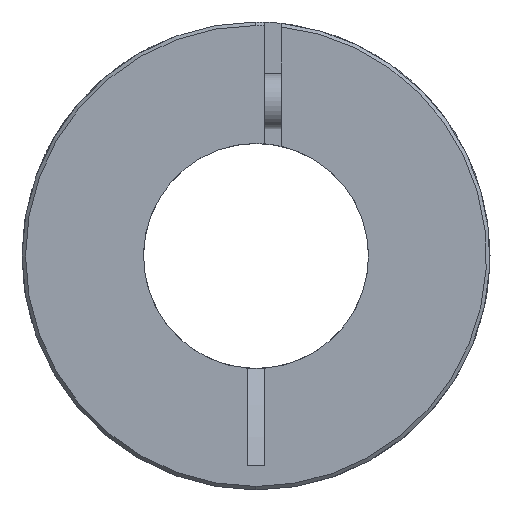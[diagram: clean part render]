
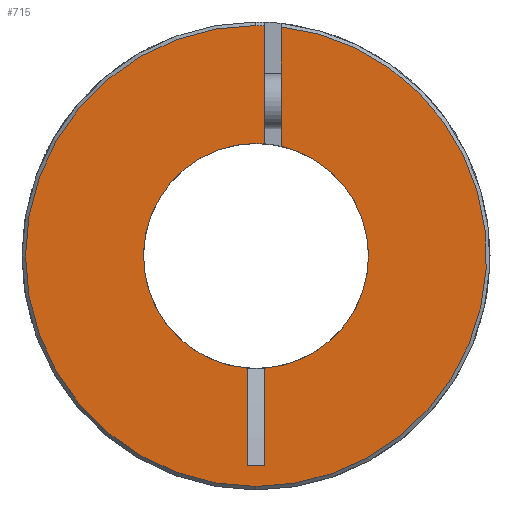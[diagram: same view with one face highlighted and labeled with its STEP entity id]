
A CAD part, left-side view. The second image highlights one B-rep face of the part: STEP entity #715.
In plain terms, the highlighted planar face has unit normal (-1, 0, 0).
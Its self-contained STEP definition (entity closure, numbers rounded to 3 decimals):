
#22 = VECTOR ( 'NONE', #2142, 1000. ) ;
#43 = EDGE_LOOP ( 'NONE', ( #1589, #357, #603, #135, #310, #892, #1967, #1316, #1209, #2146, #165 ) ) ;
#55 = AXIS2_PLACEMENT_3D ( 'NONE', #652, #114, #1313 ) ;
#66 = CARTESIAN_POINT ( 'NONE',  ( -0.014, 0.61, -7.977 ) ) ;
#100 = CARTESIAN_POINT ( 'NONE',  ( -0.014, -0.61, 16.626 ) ) ;
#114 = DIRECTION ( 'NONE',  ( 1., 0., 0. ) ) ;
#127 = CARTESIAN_POINT ( 'NONE',  ( -0.014, 0., 16.387 ) ) ;
#131 = CARTESIAN_POINT ( 'NONE',  ( -0.014, 0., 0. ) ) ;
#135 = ORIENTED_EDGE ( 'NONE', *, *, #1741, .F. ) ;
#165 = ORIENTED_EDGE ( 'NONE', *, *, #802, .T. ) ;
#178 = VERTEX_POINT ( 'NONE', #2122 ) ;
#203 = EDGE_CURVE ( 'NONE', #1716, #953, #962, .T. ) ;
#234 = CARTESIAN_POINT ( 'NONE',  ( -0.014, 0., 0. ) ) ;
#268 = DIRECTION ( 'NONE',  ( 0., 0., 1. ) ) ;
#310 = ORIENTED_EDGE ( 'NONE', *, *, #1102, .T. ) ;
#336 = CARTESIAN_POINT ( 'NONE',  ( -0.014, 0., -16.387 ) ) ;
#357 = ORIENTED_EDGE ( 'NONE', *, *, #2093, .T. ) ;
#510 = AXIS2_PLACEMENT_3D ( 'NONE', #600, #1265, #1919 ) ;
#579 = CIRCLE ( 'NONE', #510, 16.387 ) ;
#595 = VECTOR ( 'NONE', #1978, 1000. ) ;
#597 = AXIS2_PLACEMENT_3D ( 'NONE', #601, #784, #1615 ) ;
#600 = CARTESIAN_POINT ( 'NONE',  ( -0.014, 0., 0. ) ) ;
#601 = CARTESIAN_POINT ( 'NONE',  ( -0.014, 0., 0. ) ) ;
#603 = ORIENTED_EDGE ( 'NONE', *, *, #2012, .T. ) ;
#627 = FACE_OUTER_BOUND ( 'NONE', #43, .T. ) ;
#633 = DIRECTION ( 'NONE',  ( 0., 0., -1. ) ) ;
#652 = CARTESIAN_POINT ( 'NONE',  ( -0.014, 0., 0. ) ) ;
#657 = CARTESIAN_POINT ( 'NONE',  ( -0.014, 0.61, -14.912 ) ) ;
#665 = DIRECTION ( 'NONE',  ( -1., 0., 0. ) ) ;
#715 = ADVANCED_FACE ( 'NONE', ( #627 ), #1945, .F. ) ;
#722 = CARTESIAN_POINT ( 'NONE',  ( -0.014, 0., 8. ) ) ;
#734 = CARTESIAN_POINT ( 'NONE',  ( -0.014, -0.61, -7.977 ) ) ;
#762 = VERTEX_POINT ( 'NONE', #657 ) ;
#784 = DIRECTION ( 'NONE',  ( -1., 0., 0. ) ) ;
#790 = AXIS2_PLACEMENT_3D ( 'NONE', #234, #2055, #1070 ) ;
#795 = DIRECTION ( 'NONE',  ( 1., 0., 0. ) ) ;
#802 = EDGE_CURVE ( 'NONE', #178, #762, #1498, .T. ) ;
#849 = CARTESIAN_POINT ( 'NONE',  ( -0.014, -1.778, 16.29 ) ) ;
#870 = CIRCLE ( 'NONE', #597, 16.387 ) ;
#872 = VERTEX_POINT ( 'NONE', #849 ) ;
#892 = ORIENTED_EDGE ( 'NONE', *, *, #2074, .T. ) ;
#907 = VECTOR ( 'NONE', #1908, 1000. ) ;
#926 = VERTEX_POINT ( 'NONE', #66 ) ;
#934 = CARTESIAN_POINT ( 'NONE',  ( -0.014, 0.61, -14.912 ) ) ;
#953 = VERTEX_POINT ( 'NONE', #734 ) ;
#962 = CIRCLE ( 'NONE', #1281, 8. ) ;
#979 = VERTEX_POINT ( 'NONE', #722 ) ;
#1010 = VERTEX_POINT ( 'NONE', #1364 ) ;
#1070 = DIRECTION ( 'NONE',  ( 0., 0., -1. ) ) ;
#1075 = EDGE_CURVE ( 'NONE', #762, #926, #1266, .T. ) ;
#1082 = CARTESIAN_POINT ( 'NONE',  ( -0.014, -1.778, 0. ) ) ;
#1102 = EDGE_CURVE ( 'NONE', #1010, #2089, #870, .T. ) ;
#1125 = VECTOR ( 'NONE', #1959, 1000. ) ;
#1131 = CIRCLE ( 'NONE', #790, 8. ) ;
#1196 = EDGE_CURVE ( 'NONE', #1881, #872, #1728, .T. ) ;
#1209 = ORIENTED_EDGE ( 'NONE', *, *, #203, .T. ) ;
#1265 = DIRECTION ( 'NONE',  ( -1., 0., 0. ) ) ;
#1266 = LINE ( 'NONE', #934, #907 ) ;
#1281 = AXIS2_PLACEMENT_3D ( 'NONE', #1785, #1482, #633 ) ;
#1285 = CARTESIAN_POINT ( 'NONE',  ( -0.014, -0.61, -14.912 ) ) ;
#1293 = LINE ( 'NONE', #1285, #1125 ) ;
#1313 = DIRECTION ( 'NONE',  ( 0., 0., -1. ) ) ;
#1314 = CARTESIAN_POINT ( 'NONE',  ( -0.014, 0., 0. ) ) ;
#1316 = ORIENTED_EDGE ( 'NONE', *, *, #1956, .F. ) ;
#1364 = CARTESIAN_POINT ( 'NONE',  ( -0.014, -0.61, 16.376 ) ) ;
#1401 = CARTESIAN_POINT ( 'NONE',  ( -0.014, -0.61, 7.977 ) ) ;
#1454 = DIRECTION ( 'NONE',  ( 0., 0., -1. ) ) ;
#1482 = DIRECTION ( 'NONE',  ( 1., 0., 0. ) ) ;
#1498 = LINE ( 'NONE', #1628, #595 ) ;
#1565 = AXIS2_PLACEMENT_3D ( 'NONE', #131, #795, #1454 ) ;
#1589 = ORIENTED_EDGE ( 'NONE', *, *, #1075, .T. ) ;
#1602 = LINE ( 'NONE', #100, #22 ) ;
#1615 = DIRECTION ( 'NONE',  ( 0., 0., -1. ) ) ;
#1628 = CARTESIAN_POINT ( 'NONE',  ( -0.014, -0.61, -14.912 ) ) ;
#1634 = AXIS2_PLACEMENT_3D ( 'NONE', #1314, #665, #1660 ) ;
#1660 = DIRECTION ( 'NONE',  ( 0., 0., -1. ) ) ;
#1716 = VERTEX_POINT ( 'NONE', #1772 ) ;
#1728 = CIRCLE ( 'NONE', #1634, 16.387 ) ;
#1732 = LINE ( 'NONE', #1082, #2003 ) ;
#1741 = EDGE_CURVE ( 'NONE', #1010, #2028, #1602, .T. ) ;
#1772 = CARTESIAN_POINT ( 'NONE',  ( -0.014, -1.778, 7.8 ) ) ;
#1785 = CARTESIAN_POINT ( 'NONE',  ( -0.014, 0., 0. ) ) ;
#1881 = VERTEX_POINT ( 'NONE', #336 ) ;
#1908 = DIRECTION ( 'NONE',  ( 0., 0., 1. ) ) ;
#1919 = DIRECTION ( 'NONE',  ( 0., 0., -1. ) ) ;
#1945 = PLANE ( 'NONE',  #1565 ) ;
#1956 = EDGE_CURVE ( 'NONE', #1716, #872, #1732, .T. ) ;
#1959 = DIRECTION ( 'NONE',  ( 0., 0., 1. ) ) ;
#1967 = ORIENTED_EDGE ( 'NONE', *, *, #1196, .T. ) ;
#1978 = DIRECTION ( 'NONE',  ( 0., 1., 0. ) ) ;
#2003 = VECTOR ( 'NONE', #268, 1000. ) ;
#2012 = EDGE_CURVE ( 'NONE', #979, #2028, #1131, .T. ) ;
#2028 = VERTEX_POINT ( 'NONE', #1401 ) ;
#2055 = DIRECTION ( 'NONE',  ( 1., 0., 0. ) ) ;
#2069 = CIRCLE ( 'NONE', #55, 8. ) ;
#2074 = EDGE_CURVE ( 'NONE', #2089, #1881, #579, .T. ) ;
#2089 = VERTEX_POINT ( 'NONE', #127 ) ;
#2093 = EDGE_CURVE ( 'NONE', #926, #979, #2069, .T. ) ;
#2103 = EDGE_CURVE ( 'NONE', #178, #953, #1293, .T. ) ;
#2122 = CARTESIAN_POINT ( 'NONE',  ( -0.014, -0.61, -14.912 ) ) ;
#2142 = DIRECTION ( 'NONE',  ( 0., 0., -1. ) ) ;
#2146 = ORIENTED_EDGE ( 'NONE', *, *, #2103, .F. ) ;
